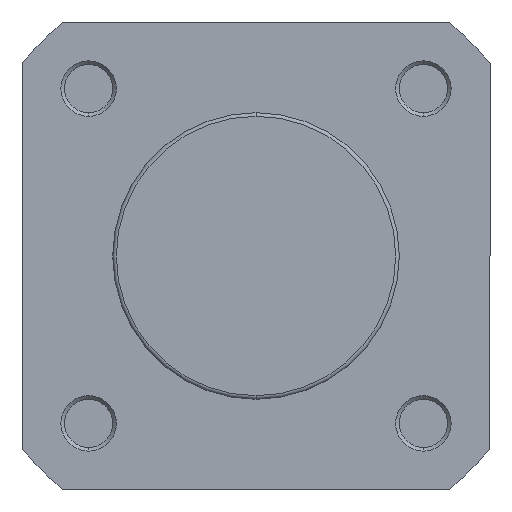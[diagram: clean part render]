
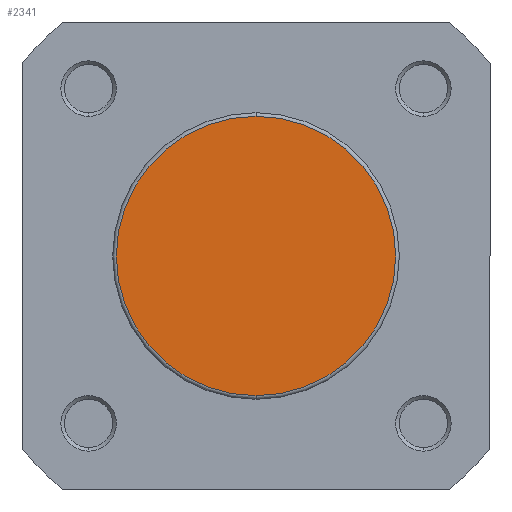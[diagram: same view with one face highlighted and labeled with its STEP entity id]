
A CAD part, left-side view. The second image highlights one B-rep face of the part: STEP entity #2341.
In plain terms, the highlighted planar face has unit normal (-1, 0, 0).
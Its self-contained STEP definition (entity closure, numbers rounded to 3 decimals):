
#133 = FACE_OUTER_BOUND ( 'NONE', #1448, .T. ) ;
#732 = CIRCLE ( 'NONE', #2662, 19.4 ) ;
#816 = CIRCLE ( 'NONE', #2694, 19.4 ) ;
#1448 = EDGE_LOOP ( 'NONE', ( #1543, #1539 ) ) ;
#1539 = ORIENTED_EDGE ( 'NONE', *, *, #5462, .T. ) ;
#1543 = ORIENTED_EDGE ( 'NONE', *, *, #5521, .T. ) ;
#2341 = ADVANCED_FACE ( 'NONE', ( #133 ), #4316, .F. ) ;
#2662 = AXIS2_PLACEMENT_3D ( 'NONE', #3125, #3126, #3127 ) ;
#2694 = AXIS2_PLACEMENT_3D ( 'NONE', #3268, #3275, #3276 ) ;
#3125 = CARTESIAN_POINT ( 'NONE',  ( 0., 0., 0. ) ) ;
#3126 = DIRECTION ( 'NONE',  ( -1., 0., 0. ) ) ;
#3127 = DIRECTION ( 'NONE',  ( 0., 0., -1. ) ) ;
#3268 = CARTESIAN_POINT ( 'NONE',  ( 0., 0., 0. ) ) ;
#3275 = DIRECTION ( 'NONE',  ( -1., 0., 0. ) ) ;
#3276 = DIRECTION ( 'NONE',  ( 0., 0., -1. ) ) ;
#3531 = VERTEX_POINT ( 'NONE', #4791 ) ;
#3678 = VERTEX_POINT ( 'NONE', #4916 ) ;
#3807 = AXIS2_PLACEMENT_3D ( 'NONE', #4315, #4317, #4318 ) ;
#4315 = CARTESIAN_POINT ( 'NONE',  ( 0., 19.9, 0. ) ) ;
#4316 = PLANE ( 'NONE',  #3807 ) ;
#4317 = DIRECTION ( 'NONE',  ( 1., 0., 0. ) ) ;
#4318 = DIRECTION ( 'NONE',  ( 0., 0., -1. ) ) ;
#4791 = CARTESIAN_POINT ( 'NONE',  ( 0., 0., 19.4 ) ) ;
#4916 = CARTESIAN_POINT ( 'NONE',  ( 0., 0., -19.4 ) ) ;
#5462 = EDGE_CURVE ( 'NONE', #3531, #3678, #732, .T. ) ;
#5521 = EDGE_CURVE ( 'NONE', #3678, #3531, #816, .T. ) ;
